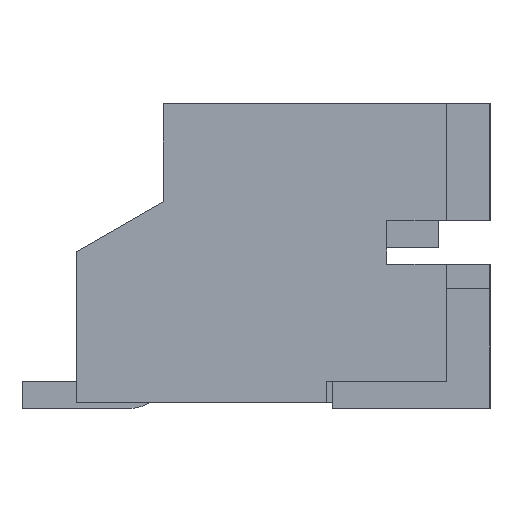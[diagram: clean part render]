
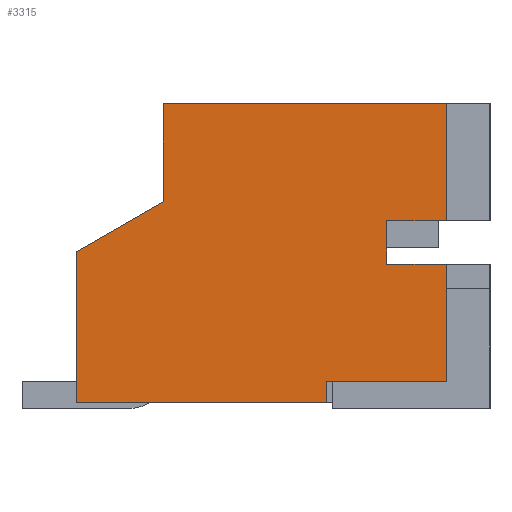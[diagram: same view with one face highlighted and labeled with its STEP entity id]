
A CAD part, left-side view. The second image highlights one B-rep face of the part: STEP entity #3315.
In plain terms, the highlighted planar face has unit normal (-1, 0, 0).
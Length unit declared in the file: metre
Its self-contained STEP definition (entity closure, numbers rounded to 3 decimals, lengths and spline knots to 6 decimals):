
#116=FACE_OUTER_BOUND('',#296,.T.);
#296=EDGE_LOOP('',(#2198,#2199,#2200,#2201,#2202,#2203,#2204,#2205,#2206,
#2207,#2208,#2209));
#487=LINE('',#4635,#911);
#543=LINE('',#4754,#967);
#557=LINE('',#4786,#981);
#558=LINE('',#4788,#982);
#559=LINE('',#4790,#983);
#560=LINE('',#4792,#984);
#561=LINE('',#4793,#985);
#562=LINE('',#4795,#986);
#563=LINE('',#4796,#987);
#564=LINE('',#4798,#988);
#565=LINE('',#4800,#989);
#566=LINE('',#4801,#990);
#911=VECTOR('',#3748,1.);
#967=VECTOR('',#3820,1.);
#981=VECTOR('',#3842,1.);
#982=VECTOR('',#3843,1.);
#983=VECTOR('',#3844,1.);
#984=VECTOR('',#3845,1.);
#985=VECTOR('',#3846,1.);
#986=VECTOR('',#3847,1.);
#987=VECTOR('',#3848,1.);
#988=VECTOR('',#3849,1.);
#989=VECTOR('',#3850,1.);
#990=VECTOR('',#3851,1.);
#1337=VERTEX_POINT('',#4632);
#1338=VERTEX_POINT('',#4634);
#1392=VERTEX_POINT('',#4751);
#1393=VERTEX_POINT('',#4753);
#1406=VERTEX_POINT('',#4784);
#1407=VERTEX_POINT('',#4785);
#1408=VERTEX_POINT('',#4787);
#1409=VERTEX_POINT('',#4789);
#1410=VERTEX_POINT('',#4791);
#1411=VERTEX_POINT('',#4794);
#1412=VERTEX_POINT('',#4797);
#1413=VERTEX_POINT('',#4799);
#1651=EDGE_CURVE('',#1338,#1337,#487,.T.);
#1709=EDGE_CURVE('',#1393,#1392,#543,.T.);
#1723=EDGE_CURVE('',#1406,#1407,#557,.T.);
#1724=EDGE_CURVE('',#1407,#1408,#558,.T.);
#1725=EDGE_CURVE('',#1408,#1409,#559,.T.);
#1726=EDGE_CURVE('',#1409,#1410,#560,.T.);
#1727=EDGE_CURVE('',#1410,#1393,#561,.T.);
#1728=EDGE_CURVE('',#1392,#1411,#562,.T.);
#1729=EDGE_CURVE('',#1338,#1411,#563,.T.);
#1730=EDGE_CURVE('',#1337,#1412,#564,.T.);
#1731=EDGE_CURVE('',#1412,#1413,#565,.T.);
#1732=EDGE_CURVE('',#1413,#1406,#566,.T.);
#2198=ORIENTED_EDGE('',*,*,#1723,.T.);
#2199=ORIENTED_EDGE('',*,*,#1724,.T.);
#2200=ORIENTED_EDGE('',*,*,#1725,.T.);
#2201=ORIENTED_EDGE('',*,*,#1726,.T.);
#2202=ORIENTED_EDGE('',*,*,#1727,.T.);
#2203=ORIENTED_EDGE('',*,*,#1709,.T.);
#2204=ORIENTED_EDGE('',*,*,#1728,.T.);
#2205=ORIENTED_EDGE('',*,*,#1729,.F.);
#2206=ORIENTED_EDGE('',*,*,#1651,.T.);
#2207=ORIENTED_EDGE('',*,*,#1730,.T.);
#2208=ORIENTED_EDGE('',*,*,#1731,.T.);
#2209=ORIENTED_EDGE('',*,*,#1732,.T.);
#3052=PLANE('',#3505);
#3315=ADVANCED_FACE('',(#116),#3052,.F.);
#3505=AXIS2_PLACEMENT_3D('',#4783,#3840,#3841);
#3748=DIRECTION('',(0.,0.,-1.));
#3820=DIRECTION('',(0.,-1.,0.));
#3840=DIRECTION('center_axis',(1.,0.,0.));
#3841=DIRECTION('ref_axis',(0.,1.,0.));
#3842=DIRECTION('',(0.,0.,1.));
#3843=DIRECTION('',(0.,-1.,0.));
#3844=DIRECTION('',(0.,0.,1.));
#3845=DIRECTION('',(0.,1.,0.));
#3846=DIRECTION('',(0.,0.,1.));
#3847=DIRECTION('',(0.,0.,1.));
#3848=DIRECTION('',(0.,-1.,0.));
#3849=DIRECTION('',(0.,0.866,-0.5));
#3850=DIRECTION('',(0.,0.,-1.));
#3851=DIRECTION('',(0.,-1.,0.));
#4632=CARTESIAN_POINT('',(-0.009964,0.00219,0.0038));
#4634=CARTESIAN_POINT('',(-0.009964,0.00219,0.0056));
#4635=CARTESIAN_POINT('',(-0.009964,0.00219,0.0038));
#4751=CARTESIAN_POINT('',(-0.009964,-0.00301,0.00345));
#4753=CARTESIAN_POINT('',(-0.009964,-0.00191,0.00345));
#4754=CARTESIAN_POINT('',(-0.009964,-0.00381,0.00345));
#4783=CARTESIAN_POINT('Origin',(-0.009964,-0.00381,0.0056));
#4784=CARTESIAN_POINT('',(-0.009964,-0.00081,0.0001));
#4785=CARTESIAN_POINT('',(-0.009964,-0.00081,0.0005));
#4786=CARTESIAN_POINT('',(-0.009964,-0.00081,0.0001));
#4787=CARTESIAN_POINT('',(-0.009964,-0.00301,0.0005));
#4788=CARTESIAN_POINT('',(-0.009964,-0.00381,0.0005));
#4789=CARTESIAN_POINT('',(-0.009964,-0.00301,0.00265));
#4790=CARTESIAN_POINT('',(-0.009964,-0.00301,0.0001));
#4791=CARTESIAN_POINT('',(-0.009964,-0.00191,0.00265));
#4792=CARTESIAN_POINT('',(-0.009964,-0.00381,0.00265));
#4793=CARTESIAN_POINT('',(-0.009964,-0.00191,0.00265));
#4794=CARTESIAN_POINT('',(-0.009964,-0.00301,0.0056));
#4795=CARTESIAN_POINT('',(-0.009964,-0.00301,0.0001));
#4796=CARTESIAN_POINT('',(-0.009964,-0.00381,0.0056));
#4797=CARTESIAN_POINT('',(-0.009964,0.00379,0.002876));
#4798=CARTESIAN_POINT('',(-0.009964,0.00379,0.002876));
#4799=CARTESIAN_POINT('',(-0.009964,0.00379,0.0001));
#4800=CARTESIAN_POINT('',(-0.009964,0.00379,0.0056));
#4801=CARTESIAN_POINT('',(-0.009964,-0.00381,0.0001));
